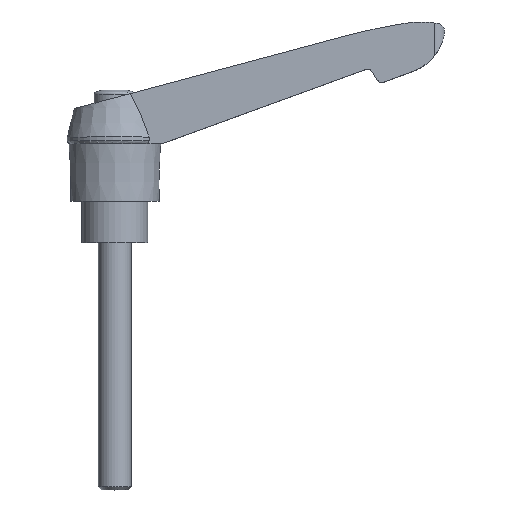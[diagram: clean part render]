
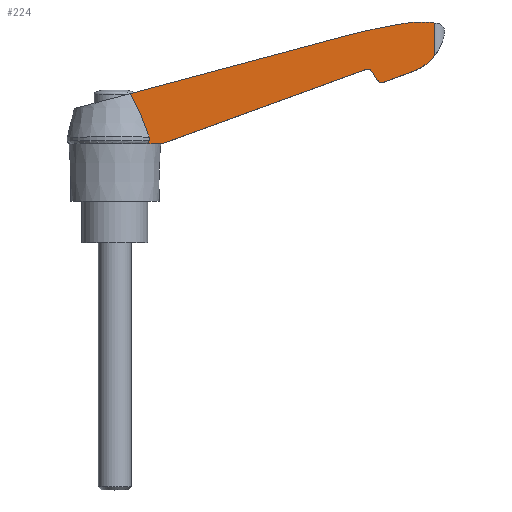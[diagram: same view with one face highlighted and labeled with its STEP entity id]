
A CAD part, top view. The second image highlights one B-rep face of the part: STEP entity #224.
In plain terms, the highlighted planar face has unit normal (0.034, 0, 0.999).
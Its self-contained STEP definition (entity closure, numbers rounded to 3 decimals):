
#224 = ADVANCED_FACE( '', ( #474 ), #475, .F. );
#474 = FACE_OUTER_BOUND( '', #743, .T. );
#475 = PLANE( '', #744 );
#743 = EDGE_LOOP( '', ( #1352, #1353, #1354, #1355, #1356, #1357, #1358, #1359, #1360, #1361, #1362, #1363, #1364, #1365, #1366 ) );
#744 = AXIS2_PLACEMENT_3D( '', #1367, #1368, #1369 );
#1352 = ORIENTED_EDGE( '', *, *, #1794, .F. );
#1353 = ORIENTED_EDGE( '', *, *, #1605, .T. );
#1354 = ORIENTED_EDGE( '', *, *, #1761, .F. );
#1355 = ORIENTED_EDGE( '', *, *, #1698, .F. );
#1356 = ORIENTED_EDGE( '', *, *, #1851, .T. );
#1357 = ORIENTED_EDGE( '', *, *, #1676, .F. );
#1358 = ORIENTED_EDGE( '', *, *, #1852, .F. );
#1359 = ORIENTED_EDGE( '', *, *, #1853, .F. );
#1360 = ORIENTED_EDGE( '', *, *, #1854, .F. );
#1361 = ORIENTED_EDGE( '', *, *, #1689, .F. );
#1362 = ORIENTED_EDGE( '', *, *, #1757, .F. );
#1363 = ORIENTED_EDGE( '', *, *, #1838, .F. );
#1364 = ORIENTED_EDGE( '', *, *, #1855, .F. );
#1365 = ORIENTED_EDGE( '', *, *, #1856, .F. );
#1366 = ORIENTED_EDGE( '', *, *, #1685, .F. );
#1367 = CARTESIAN_POINT( '', ( 0., 58.5, 8.22 ) );
#1368 = DIRECTION( '', ( -0.034, 0., -0.999 ) );
#1369 = DIRECTION( '', ( -0.999, 0., 0.034 ) );
#1605 = EDGE_CURVE( '', #1911, #1912, #1913, .T. );
#1676 = EDGE_CURVE( '', #2039, #2034, #2041, .T. );
#1685 = EDGE_CURVE( '', #2054, #2050, #2056, .T. );
#1689 = EDGE_CURVE( '', #2061, #2063, #2064, .T. );
#1698 = EDGE_CURVE( '', #2075, #2077, #2078, .T. );
#1757 = EDGE_CURVE( '', #2172, #2061, #2174, .T. );
#1761 = EDGE_CURVE( '', #2077, #1912, #2179, .T. );
#1794 = EDGE_CURVE( '', #1911, #2054, #2224, .T. );
#1838 = EDGE_CURVE( '', #2276, #2172, #2278, .T. );
#1851 = EDGE_CURVE( '', #2075, #2034, #2294, .T. );
#1852 = EDGE_CURVE( '', #2295, #2039, #2296, .T. );
#1853 = EDGE_CURVE( '', #2297, #2295, #2298, .T. );
#1854 = EDGE_CURVE( '', #2063, #2297, #2299, .T. );
#1855 = EDGE_CURVE( '', #2300, #2276, #2301, .T. );
#1856 = EDGE_CURVE( '', #2050, #2300, #2302, .T. );
#1911 = VERTEX_POINT( '', #2367 );
#1912 = VERTEX_POINT( '', #2368 );
#1913 = B_SPLINE_CURVE_WITH_KNOTS( '', 3, ( #2369, #2370, #2371, #2372, #2373, #2374 ), .UNSPECIFIED., .F., .F., ( 4, 2, 4 ), ( 0., 0., 0.001 ), .UNSPECIFIED. );
#2034 = VERTEX_POINT( '', #2537 );
#2039 = VERTEX_POINT( '', #2544 );
#2041 = LINE( '', #2547, #2548 );
#2050 = VERTEX_POINT( '', #2560 );
#2054 = VERTEX_POINT( '', #2573 );
#2056 = B_SPLINE_CURVE_WITH_KNOTS( '', 3, ( #2575, #2576, #2577, #2578, #2579, #2580, #2581, #2582, #2583, #2584 ), .UNSPECIFIED., .F., .F., ( 4, 2, 2, 2, 4 ), ( 0., 0.006, 0.009, 0.01, 0.012 ), .UNSPECIFIED. );
#2061 = VERTEX_POINT( '', #2602 );
#2063 = VERTEX_POINT( '', #2607 );
#2064 = LINE( '', #2608, #2609 );
#2075 = VERTEX_POINT( '', #2643 );
#2077 = VERTEX_POINT( '', #2646 );
#2078 = LINE( '', #2647, #2648 );
#2172 = VERTEX_POINT( '', #2784 );
#2174 = ELLIPSE( '', #2787, 36.021, 36. );
#2179 = LINE( '', #2792, #2793 );
#2224 = LINE( '', #2871, #2872 );
#2276 = VERTEX_POINT( '', #2941 );
#2278 = ELLIPSE( '', #2944, 30.017, 30. );
#2294 = ELLIPSE( '', #2972, 0.8, 0.8 );
#2295 = VERTEX_POINT( '', #2973 );
#2296 = ELLIPSE( '', #2974, 1.201, 1.2 );
#2297 = VERTEX_POINT( '', #2975 );
#2298 = LINE( '', #2976, #2977 );
#2299 = ELLIPSE( '', #2978, 12.007, 12. );
#2300 = VERTEX_POINT( '', #2979 );
#2301 = ELLIPSE( '', #2980, 157.091, 157. );
#2302 = LINE( '', #2981, #2982 );
#2367 = CARTESIAN_POINT( '', ( 8.322, 24.664, 7.937 ) );
#2368 = CARTESIAN_POINT( '', ( 7.764, 24., 7.956 ) );
#2369 = CARTESIAN_POINT( '', ( 8.322, 24.664, 7.937 ) );
#2370 = CARTESIAN_POINT( '', ( 8.276, 24.522, 7.938 ) );
#2371 = CARTESIAN_POINT( '', ( 8.2, 24.396, 7.941 ) );
#2372 = CARTESIAN_POINT( '', ( 8.005, 24.172, 7.947 ) );
#2373 = CARTESIAN_POINT( '', ( 7.89, 24.079, 7.951 ) );
#2374 = CARTESIAN_POINT( '', ( 7.764, 24., 7.956 ) );
#2537 = CARTESIAN_POINT( '', ( 62.1, 41.746, 6.109 ) );
#2544 = CARTESIAN_POINT( '', ( 63.777, 39.333, 6.051 ) );
#2547 = CARTESIAN_POINT( '', ( 62.04, 41.832, 6.111 ) );
#2548 = VECTOR( '', #3193, 1000. );
#2560 = CARTESIAN_POINT( '', ( 3.725, 36.121, 8.093 ) );
#2573 = CARTESIAN_POINT( '', ( 8.322, 25.6, 7.937 ) );
#2575 = CARTESIAN_POINT( '', ( 8.322, 25.6, 7.937 ) );
#2576 = CARTESIAN_POINT( '', ( 7.686, 27.409, 7.958 ) );
#2577 = CARTESIAN_POINT( '', ( 7.019, 29.207, 7.981 ) );
#2578 = CARTESIAN_POINT( '', ( 5.912, 31.861, 8.019 ) );
#2579 = CARTESIAN_POINT( '', ( 5.526, 32.738, 8.032 ) );
#2580 = CARTESIAN_POINT( '', ( 4.898, 34.032, 8.053 ) );
#2581 = CARTESIAN_POINT( '', ( 4.68, 34.459, 8.06 ) );
#2582 = CARTESIAN_POINT( '', ( 4.223, 35.301, 8.076 ) );
#2583 = CARTESIAN_POINT( '', ( 3.982, 35.717, 8.084 ) );
#2584 = CARTESIAN_POINT( '', ( 3.725, 36.121, 8.093 ) );
#2602 = CARTESIAN_POINT( '', ( 77.585, 53.244, 5.582 ) );
#2607 = CARTESIAN_POINT( '', ( 77.585, 45.336, 5.582 ) );
#2608 = CARTESIAN_POINT( '', ( 77.585, 58.5, 5.582 ) );
#2609 = VECTOR( '', #3203, 1000. );
#2643 = CARTESIAN_POINT( '', ( 61.169, 42.042, 6.14 ) );
#2646 = CARTESIAN_POINT( '', ( 11.6, 24., 7.825 ) );
#2647 = CARTESIAN_POINT( '', ( 11.49, 23.96, 7.829 ) );
#2648 = VECTOR( '', #3209, 1000. );
#2784 = CARTESIAN_POINT( '', ( 74.8, 53.5, 5.677 ) );
#2787 = AXIS2_PLACEMENT_3D( '', #3294, #3295, #3296 );
#2792 = CARTESIAN_POINT( '', ( -0.111, 24., 8.223 ) );
#2793 = VECTOR( '', #3300, 1000. );
#2871 = CARTESIAN_POINT( '', ( 8.322, 72.299, 7.937 ) );
#2872 = VECTOR( '', #3332, 1000. );
#2941 = CARTESIAN_POINT( '', ( 69.3, 53., 5.864 ) );
#2944 = AXIS2_PLACEMENT_3D( '', #3381, #3382, #3383 );
#2972 = AXIS2_PLACEMENT_3D( '', #3393, #3394, #3395 );
#2973 = CARTESIAN_POINT( '', ( 65.173, 38.89, 6.004 ) );
#2974 = AXIS2_PLACEMENT_3D( '', #3396, #3397, #3398 );
#2975 = CARTESIAN_POINT( '', ( 73., 41.739, 5.738 ) );
#2976 = CARTESIAN_POINT( '', ( 65.008, 38.83, 6.01 ) );
#2977 = VECTOR( '', #3399, 1000. );
#2978 = AXIS2_PLACEMENT_3D( '', #3400, #3401, #3402 );
#2979 = CARTESIAN_POINT( '', ( 56.5, 50.262, 6.299 ) );
#2980 = AXIS2_PLACEMENT_3D( '', #3403, #3404, #3405 );
#2981 = CARTESIAN_POINT( '', ( 56.335, 50.217, 6.304 ) );
#2982 = VECTOR( '', #3406, 1000. );
#3193 = DIRECTION( '', ( -0.571, 0.821, 0.019 ) );
#3203 = DIRECTION( '', ( 0., -1., 0. ) );
#3209 = DIRECTION( '', ( -0.939, -0.342, 0.032 ) );
#3294 = CARTESIAN_POINT( '', ( 72.905, 17.55, 5.741 ) );
#3295 = DIRECTION( '', ( -0.034, 0., -0.999 ) );
#3296 = DIRECTION( '', ( 0.999, 0., -0.034 ) );
#3300 = DIRECTION( '', ( -0.999, 0., 0.034 ) );
#3332 = DIRECTION( '', ( 0., 1., 0. ) );
#3381 = CARTESIAN_POINT( '', ( 74.755, 23.5, 5.678 ) );
#3382 = DIRECTION( '', ( -0.034, 0., -0.999 ) );
#3383 = DIRECTION( '', ( 0.999, 0., -0.034 ) );
#3393 = CARTESIAN_POINT( '', ( 61.443, 41.29, 6.131 ) );
#3394 = DIRECTION( '', ( -0.034, 0., -0.999 ) );
#3395 = DIRECTION( '', ( 0.999, 0., -0.034 ) );
#3396 = CARTESIAN_POINT( '', ( 64.762, 40.018, 6.018 ) );
#3397 = DIRECTION( '', ( -0.034, 0., -0.999 ) );
#3398 = DIRECTION( '', ( 0.999, 0., -0.034 ) );
#3399 = DIRECTION( '', ( -0.939, -0.342, 0.032 ) );
#3400 = CARTESIAN_POINT( '', ( 68.107, 52.696, 5.904 ) );
#3401 = DIRECTION( '', ( -0.034, 0., -0.999 ) );
#3402 = DIRECTION( '', ( 0.999, 0., -0.034 ) );
#3403 = CARTESIAN_POINT( '', ( 95.717, -101.762, 4.966 ) );
#3404 = DIRECTION( '', ( -0.034, 0., -0.999 ) );
#3405 = DIRECTION( '', ( 0.999, 0., -0.034 ) );
#3406 = DIRECTION( '', ( 0.965, 0.259, -0.033 ) );
